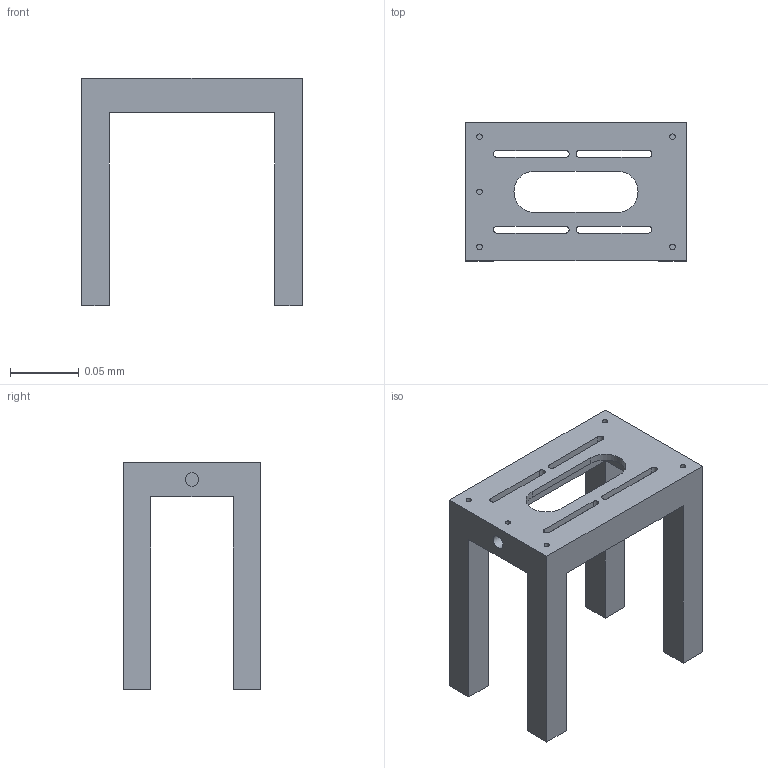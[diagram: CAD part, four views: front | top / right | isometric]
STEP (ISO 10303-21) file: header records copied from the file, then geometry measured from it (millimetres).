
FILE_DESCRIPTION(/* description */ (''),/* implementation_level */ '2;1');
FILE_NAME(/* name */ '58c033bc-8674-4f82-a13f-e6860cdad620.stp',/* time_stamp */ '2020-08-04T12:18:04+00:00',/* author */ (''),/* organization */ (''),/* preprocessor_version */ 'ST-DEVELOPER v18.1',/* originating_system */ 'Autodesk Translation Framework v9.3.0.1241',/* authorisation */ '');
FILE_SCHEMA (('AUTOMOTIVE_DESIGN { 1 0 10303 214 3 1 1 }'));
Length unit declared in the file: centimetre
Products named in the file (1): Direction_Motor_Mount
Bounding box: 0.16 x 0.1 x 0.17 mm (x, y, z)
Volume: 0 mm3; surface area: 0.1 mm2
Topology: 1 solids, 1 shells, 55 faces, 142 edges, 90 vertices
Faces by surface type: plane 39, cylinder 16
Full cylindrical faces by diameter (mm): 0.004 x5, 0.01 x1
Entity records: 1715 total; most frequent: DIRECTION 288, CARTESIAN_POINT 288, ORIENTED_EDGE 284, EDGE_CURVE 142, LINE 108, VECTOR 108, VERTEX_POINT 90, AXIS2_PLACEMENT_3D 90
